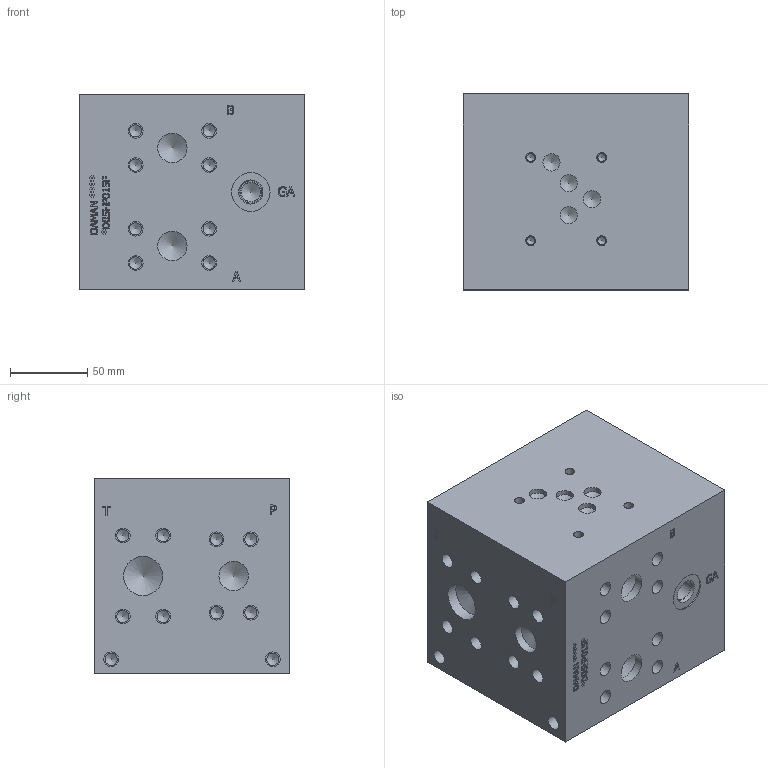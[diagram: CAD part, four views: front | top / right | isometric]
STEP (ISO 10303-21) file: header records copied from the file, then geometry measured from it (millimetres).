
FILE_DESCRIPTION(/* description */ (''),/* implementation_level */ '2;1');
FILE_NAME(/* name */ '_D05HP015F.stp',/* time_stamp */ '2021-07-15T10:49:15-04:00',/* author */ ('anthonyv'),/* organization */ (''),/* preprocessor_version */ 'ST-DEVELOPER v18.1',/* originating_system */ 'Autodesk Inventor 2021',/* authorisation */ '');
FILE_SCHEMA (('AUTOMOTIVE_DESIGN { 1 0 10303 214 3 1 1 }'));
Length unit declared in the file: millimetre
Products named in the file (1): Part_AD05HP015F_3D
Bounding box: 146.05 x 127 x 127 mm (x, y, z)
Volume: 2280458 mm3; surface area: 133274.7 mm2
Topology: 1 solids, 1 shells, 596 faces, 1636 edges, 1116 vertices
Faces by surface type: plane 352, bspline 119, cylinder 79, cone 46
Full cylindrical faces by diameter (mm): 5.105 x4, 6.35 x4, 7.925 x28, 9.525 x28, 11.125 x4, 12.294 x1, 12.9 x1, 14.275 x1, 14.529 x1, 19.05 x4, 25.019 x1, 25.4 x2
Entity records: 19852 total; most frequent: CARTESIAN_POINT 4853, ORIENTED_EDGE 3186, DIRECTION 2594, EDGE_CURVE 1593, VERTEX_POINT 1116, LINE 1072, VECTOR 1072, AXIS2_PLACEMENT_3D 761
